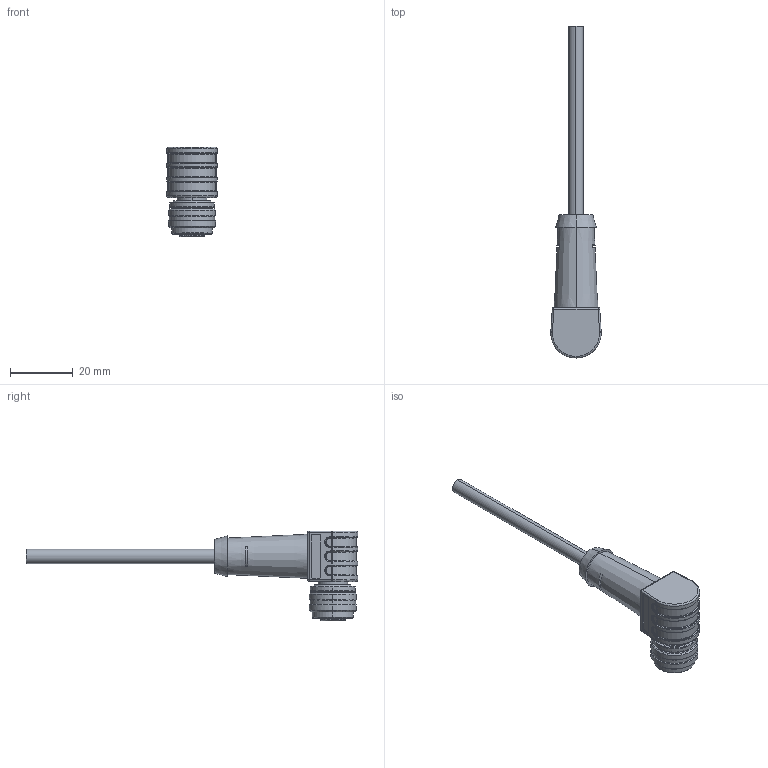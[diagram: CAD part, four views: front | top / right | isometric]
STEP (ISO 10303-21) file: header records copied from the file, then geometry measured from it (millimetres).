
FILE_DESCRIPTION(('CATIA V5 STEP Exchange','CAx-IF Rec.Pracs.--- Model Styling and Organization---1.4--- 2014-01-23'),'2;1');
FILE_NAME ('010166-2_0', '2021-02-26T07:36:48+00:00', ('none'), ('Weidmueller'), 'CATIA Version 5-6 Release 2016 SP3 HF44', 'CATIA V5 STEP AP214', 'none');
FILE_SCHEMA(('AUTOMOTIVE_DESIGN { 1 0 10303 214 1 1 1 1 }'));
Length unit declared in the file: millimetre
Products named in the file (1): 1275470500
Bounding box: 16 x 105.5 x 28.5 mm (x, y, z)
Volume: 9577.9 mm3; surface area: 5239.2 mm2
Topology: 3 solids, 3 shells, 284 faces, 714 edges, 464 vertices
Faces by surface type: cylinder 131, plane 70, torus 51, cone 16, bspline 12, sphere 4
Entity records: 9596 total; most frequent: CARTESIAN_POINT 3094, ORIENTED_EDGE 1420, DIRECTION 1012, EDGE_CURVE 710, AXIS2_PLACEMENT_3D 532, VERTEX_POINT 464, EDGE_LOOP 316, CIRCLE 285
